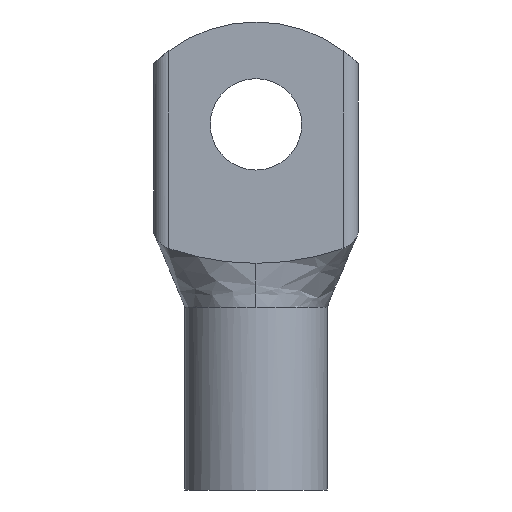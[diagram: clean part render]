
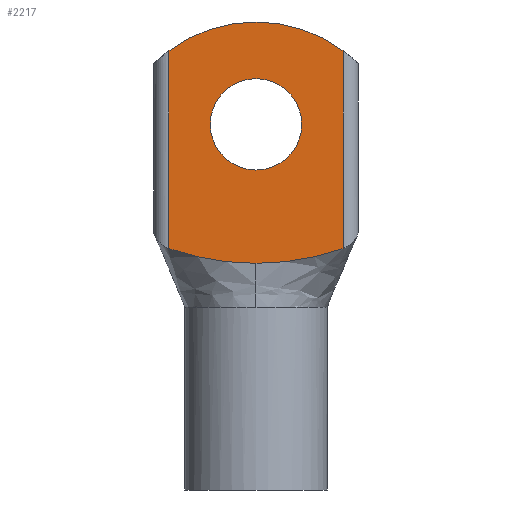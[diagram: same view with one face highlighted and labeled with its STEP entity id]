
A CAD part, front view. The second image highlights one B-rep face of the part: STEP entity #2217.
In plain terms, the highlighted planar face has unit normal (0, -1, 0).
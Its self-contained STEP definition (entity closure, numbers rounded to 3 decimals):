
#41 = CIRCLE ( 'NONE', #918, 20. ) ;
#65 = DIRECTION ( 'NONE',  ( 0., 1., 0. ) ) ;
#72 = EDGE_CURVE ( 'NONE', #2378, #522, #1294, .T. ) ;
#118 = CARTESIAN_POINT ( 'NONE',  ( -8.89, 0., 7.061 ) ) ;
#120 = VERTEX_POINT ( 'NONE', #793 ) ;
#154 = ORIENTED_EDGE ( 'NONE', *, *, #1813, .F. ) ;
#195 = CARTESIAN_POINT ( 'NONE',  ( 4.029, 0., 6.169 ) ) ;
#256 = CARTESIAN_POINT ( 'NONE',  ( 0., 0., 25. ) ) ;
#304 = DIRECTION ( 'NONE',  ( 0., 0., 1. ) ) ;
#359 = CARTESIAN_POINT ( 'NONE',  ( -1.01, 0., 6.001 ) ) ;
#363 = DIRECTION ( 'NONE',  ( 0., -1., 0. ) ) ;
#414 = EDGE_CURVE ( 'NONE', #120, #1166, #41, .T. ) ;
#456 = EDGE_CURVE ( 'NONE', #622, #120, #1830, .T. ) ;
#471 = CARTESIAN_POINT ( 'NONE',  ( 2.024, 0., 6.001 ) ) ;
#522 = VERTEX_POINT ( 'NONE', #559 ) ;
#559 = CARTESIAN_POINT ( 'NONE',  ( 0., 0., 18.75 ) ) ;
#622 = VERTEX_POINT ( 'NONE', #1570 ) ;
#682 = FACE_OUTER_BOUND ( 'NONE', #1327, .T. ) ;
#688 = ORIENTED_EDGE ( 'NONE', *, *, #2237, .F. ) ;
#700 = ORIENTED_EDGE ( 'NONE', *, *, #456, .T. ) ;
#779 = DIRECTION ( 'NONE',  ( 0., 0., 1. ) ) ;
#793 = CARTESIAN_POINT ( 'NONE',  ( 11.9, 0., 35.075 ) ) ;
#820 = CARTESIAN_POINT ( 'NONE',  ( -11.9, 0., 8.005 ) ) ;
#845 = CARTESIAN_POINT ( 'NONE',  ( 0., 0., 6.001 ) ) ;
#859 = CARTESIAN_POINT ( 'NONE',  ( -11.9, 0., 8.005 ) ) ;
#877 = CARTESIAN_POINT ( 'NONE',  ( -11.9, 0., 8.005 ) ) ;
#918 = AXIS2_PLACEMENT_3D ( 'NONE', #2334, #363, #1782 ) ;
#1055 = EDGE_CURVE ( 'NONE', #522, #2378, #1961, .T. ) ;
#1110 = CARTESIAN_POINT ( 'NONE',  ( -10.884, 0., 7.653 ) ) ;
#1128 = ORIENTED_EDGE ( 'NONE', *, *, #1999, .F. ) ;
#1150 = B_SPLINE_CURVE_WITH_KNOTS ( 'NONE', 3,
 ( #2898, #359, #1355, #2346, #118, #1110, #859, #2850, #877 ),
 .UNSPECIFIED., .F., .F.,
 ( 4, 1, 1, 1, 2, 4 ),
 ( 0.012, 0.015, 0.018, 0.021, 0.024, 0.024 ),
 .UNSPECIFIED. ) ;
#1162 = ORIENTED_EDGE ( 'NONE', *, *, #1055, .T. ) ;
#1166 = VERTEX_POINT ( 'NONE', #1266 ) ;
#1173 = FACE_BOUND ( 'NONE', #1454, .T. ) ;
#1266 = CARTESIAN_POINT ( 'NONE',  ( -11.9, 0., 35.075 ) ) ;
#1294 = CIRCLE ( 'NONE', #2480, 6.25 ) ;
#1327 = EDGE_LOOP ( 'NONE', ( #700, #1922, #154, #1128, #688 ) ) ;
#1355 = CARTESIAN_POINT ( 'NONE',  ( -3.001, 0., 6.084 ) ) ;
#1417 = VERTEX_POINT ( 'NONE', #820 ) ;
#1430 = PLANE ( 'NONE',  #3110 ) ;
#1446 = CARTESIAN_POINT ( 'NONE',  ( 7.997, 0., 6.877 ) ) ;
#1454 = EDGE_LOOP ( 'NONE', ( #1162, #3205 ) ) ;
#1500 = VECTOR ( 'NONE', #2866, 1000. ) ;
#1570 = CARTESIAN_POINT ( 'NONE',  ( 11.9, 0., 8.005 ) ) ;
#1585 = DIRECTION ( 'NONE',  ( 0., 0., 1. ) ) ;
#1676 = DIRECTION ( 'NONE',  ( 0., 0., -1. ) ) ;
#1728 = B_SPLINE_CURVE_WITH_KNOTS ( 'NONE', 3,
 ( #2702, #1741, #2456, #1446, #2420, #195, #471, #2732 ),
 .UNSPECIFIED., .F., .F.,
 ( 4, 2, 2, 4 ),
 ( 0., 0.003, 0.006, 0.012 ),
 .UNSPECIFIED. ) ;
#1741 = CARTESIAN_POINT ( 'NONE',  ( 10.939, 0., 7.672 ) ) ;
#1782 = DIRECTION ( 'NONE',  ( 0., 0., 1. ) ) ;
#1795 = VERTEX_POINT ( 'NONE', #845 ) ;
#1808 = AXIS2_PLACEMENT_3D ( 'NONE', #256, #2527, #304 ) ;
#1813 = EDGE_CURVE ( 'NONE', #1417, #1166, #1875, .T. ) ;
#1815 = CARTESIAN_POINT ( 'NONE',  ( 11.9, 0., 4.333 ) ) ;
#1830 = LINE ( 'NONE', #1815, #1910 ) ;
#1875 = LINE ( 'NONE', #2883, #1500 ) ;
#1910 = VECTOR ( 'NONE', #1585, 1000. ) ;
#1922 = ORIENTED_EDGE ( 'NONE', *, *, #414, .T. ) ;
#1961 = CIRCLE ( 'NONE', #1808, 6.25 ) ;
#1999 = EDGE_CURVE ( 'NONE', #1795, #1417, #1150, .T. ) ;
#2015 = CARTESIAN_POINT ( 'NONE',  ( 0., 0., 25. ) ) ;
#2193 = CARTESIAN_POINT ( 'NONE',  ( 0., 0., 31.25 ) ) ;
#2217 = ADVANCED_FACE ( 'NONE', ( #1173, #682 ), #1430, .T. ) ;
#2237 = EDGE_CURVE ( 'NONE', #622, #1795, #1728, .T. ) ;
#2334 = CARTESIAN_POINT ( 'NONE',  ( 0., 0., 19. ) ) ;
#2346 = CARTESIAN_POINT ( 'NONE',  ( -5.945, 0., 6.449 ) ) ;
#2378 = VERTEX_POINT ( 'NONE', #2193 ) ;
#2420 = CARTESIAN_POINT ( 'NONE',  ( 7.008, 0., 6.669 ) ) ;
#2456 = CARTESIAN_POINT ( 'NONE',  ( 9.965, 0., 7.379 ) ) ;
#2480 = AXIS2_PLACEMENT_3D ( 'NONE', #2015, #65, #779 ) ;
#2527 = DIRECTION ( 'NONE',  ( 0., 1., 0. ) ) ;
#2702 = CARTESIAN_POINT ( 'NONE',  ( 11.9, 0., 8.005 ) ) ;
#2732 = CARTESIAN_POINT ( 'NONE',  ( 0., 0., 6.001 ) ) ;
#2850 = CARTESIAN_POINT ( 'NONE',  ( -11.9, 0., 8.005 ) ) ;
#2866 = DIRECTION ( 'NONE',  ( 0., 0., 1. ) ) ;
#2883 = CARTESIAN_POINT ( 'NONE',  ( -11.9, 0., 4.333 ) ) ;
#2898 = CARTESIAN_POINT ( 'NONE',  ( 0., 0., 6.001 ) ) ;
#2976 = DIRECTION ( 'NONE',  ( 0., -1., 0. ) ) ;
#3110 = AXIS2_PLACEMENT_3D ( 'NONE', #3222, #2976, #1676 ) ;
#3205 = ORIENTED_EDGE ( 'NONE', *, *, #72, .T. ) ;
#3222 = CARTESIAN_POINT ( 'NONE',  ( -11.9, 0., 4.333 ) ) ;
